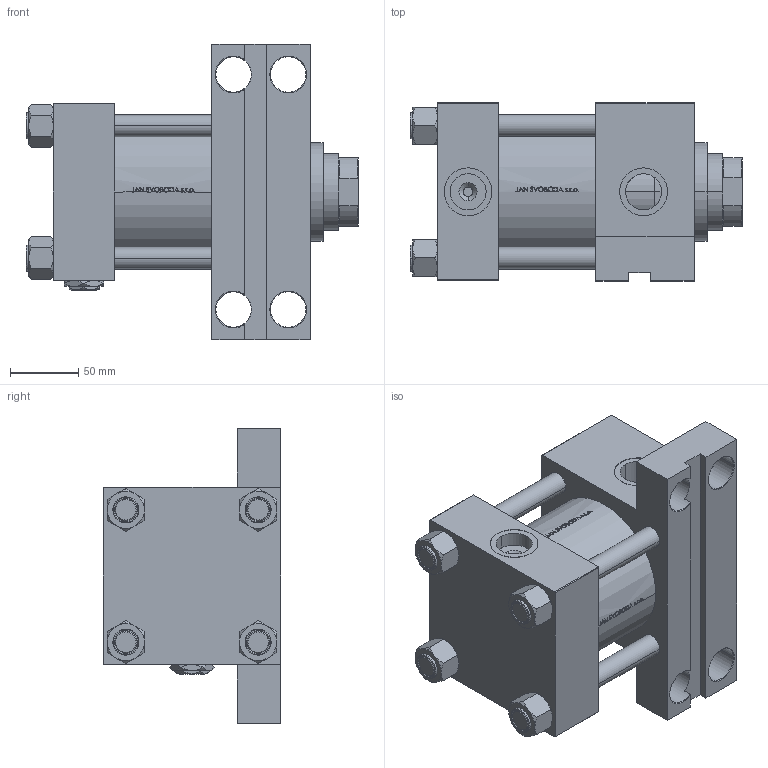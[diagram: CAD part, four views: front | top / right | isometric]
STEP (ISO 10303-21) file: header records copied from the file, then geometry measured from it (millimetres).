
FILE_DESCRIPTION (( 'STEP AP203' ), '1' );
FILE_NAME ('afdd.STEP', '2022-04-16T00:16:30', ( '' ), ( '' ), 'SwSTEP 2.0', 'SolidWorks 2019', '' );
FILE_SCHEMA (( 'CONFIG_CONTROL_DESIGN' ));
Length unit declared in the file: millimetre
Products named in the file (7): V215CR_F_TYCINKA f491d0d18af7ce1e0db984599f42e7e8; afdd; Zatka_pro_OIL_PORT f491d0d18af7ce1e0db984599f42e7e8; V215CR_VCP_F f491d0d18af7ce1e0db984599f42e7e8; V215_VC_A f491d0d18af7ce1e0db984599f42e7e8; V215CR_F_Body f491d0d18af7ce1e0db984599f42e7e8; NUT_M5_F f491d0d18af7ce1e0db984599f42e7e8
Assembly tree (13 placements, depth 2):
  afdd
    V215CR_F_Body f491d0d18af7ce1e0db984599f42e7e8
    V215CR_VCP_F f491d0d18af7ce1e0db984599f42e7e8
    V215CR_F_TYCINKA f491d0d18af7ce1e0db984599f42e7e8  x4
    NUT_M5_F f491d0d18af7ce1e0db984599f42e7e8  x4
    V215_VC_A f491d0d18af7ce1e0db984599f42e7e8
    Zatka_pro_OIL_PORT f491d0d18af7ce1e0db984599f42e7e8  x2
Bounding box: 243 x 130 x 216 mm (x, y, z)
Volume: 2585854.6 mm3; surface area: 362608.6 mm2
Topology: 13 solids, 13 shells, 1265 faces, 3210 edges, 2061 vertices
Faces by surface type: plane 535, bspline 380, cone 194, cylinder 148, torus 8
Entity records: 50891 total; most frequent: CARTESIAN_POINT 26821, ORIENTED_EDGE 5492, DIRECTION 3530, EDGE_CURVE 2746, VERTEX_POINT 1781, LINE 1390, VECTOR 1390, EDGE_LOOP 1179
